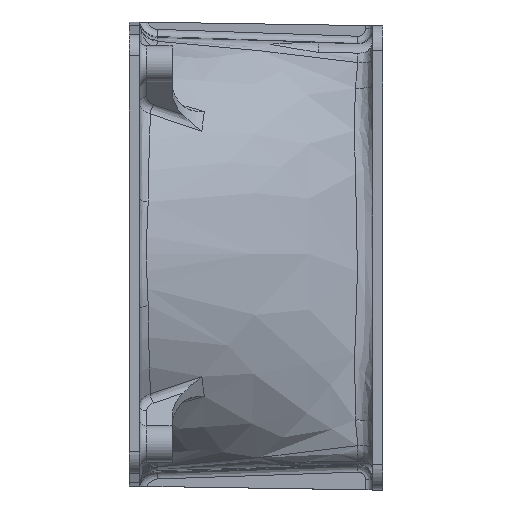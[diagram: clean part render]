
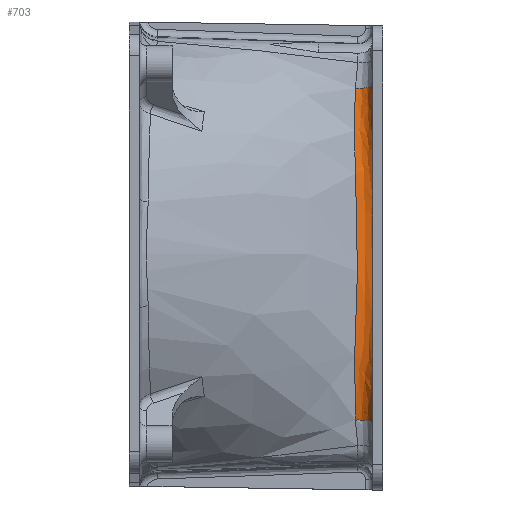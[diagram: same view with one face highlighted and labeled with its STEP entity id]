
A CAD part, top view. The second image highlights one B-rep face of the part: STEP entity #703.
In plain terms, the highlighted free-form (B-spline) face has degree [3, 2] with [18, 3] control points.
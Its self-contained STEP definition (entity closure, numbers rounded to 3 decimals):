
#174=(
BOUNDED_SURFACE()
B_SPLINE_SURFACE(3,2,((#8842,#8843,#8844),(#8845,#8846,#8847),(#8848,#8849,
#8850),(#8851,#8852,#8853),(#8854,#8855,#8856),(#8857,#8858,#8859),(#8860,
#8861,#8862),(#8863,#8864,#8865),(#8866,#8867,#8868),(#8869,#8870,#8871),
(#8872,#8873,#8874),(#8875,#8876,#8877),(#8878,#8879,#8880),(#8881,#8882,
#8883),(#8884,#8885,#8886),(#8887,#8888,#8889),(#8890,#8891,#8892),(#8893,
#8894,#8895)),.UNSPECIFIED.,.F.,.F.,.F.)
B_SPLINE_SURFACE_WITH_KNOTS((4,2,2,2,2,2,2,2,4),(3,3),(0.,0.125,0.25,0.375,
0.5,0.625,0.75,0.875,1.),(0.,1.),.UNSPECIFIED.)
GEOMETRIC_REPRESENTATION_ITEM()
RATIONAL_B_SPLINE_SURFACE(((1.,0.639,1.),(1.,0.669,
1.),(1.,0.702,1.),(1.,0.759,1.),(1.,0.783,
1.),(1.,0.82,1.),(1.,0.833,1.),(1.,0.85,
1.),(1.,0.854,1.),(1.,0.854,1.),(1.,0.85,
1.),(1.,0.834,1.),(1.,0.821,1.),(1.,0.783,
1.),(1.,0.759,1.),(1.,0.702,1.),(1.,0.669,
1.),(1.,0.639,1.)))
REPRESENTATION_ITEM('')
SURFACE()
);
#332=CIRCLE('',#3421,4.);
#333=CIRCLE('',#3422,4.);
#430=LINE('',#7743,#548);
#548=VECTOR('',#3680,1.);
#703=ADVANCED_FACE('',(#900),#174,.T.);
#900=FACE_OUTER_BOUND('',#1106,.T.);
#1106=EDGE_LOOP('',(#1777,#1778,#1779,#1780));
#1777=ORIENTED_EDGE('',*,*,#2925,.T.);
#1778=ORIENTED_EDGE('',*,*,#2805,.F.);
#1779=ORIENTED_EDGE('',*,*,#2926,.T.);
#1780=ORIENTED_EDGE('',*,*,#2735,.F.);
#2233=VERTEX_POINT('',#4135);
#2294=VERTEX_POINT('',#4670);
#2397=VERTEX_POINT('',#5801);
#2398=VERTEX_POINT('',#5816);
#2735=EDGE_CURVE('',#2397,#2398,#3151,.T.);
#2805=EDGE_CURVE('',#2233,#2294,#430,.T.);
#2925=EDGE_CURVE('',#2397,#2294,#332,.T.);
#2926=EDGE_CURVE('',#2233,#2398,#333,.T.);
#3151=B_SPLINE_CURVE_WITH_KNOTS('',3,(#5802,#5803,#5804,#5805,#5806,#5807,
#5808,#5809,#5810,#5811,#5812,#5813,#5814,#5815),.UNSPECIFIED.,.F.,.F.,
(4,2,2,2,2,2,4),(0.,0.125,0.25,0.5,0.75,0.875,1.),
 .UNSPECIFIED.);
#3421=AXIS2_PLACEMENT_3D('',#8828,#3830,#3831);
#3422=AXIS2_PLACEMENT_3D('',#8841,#3832,#3833);
#3680=DIRECTION('',(0.,-1.,0.));
#3830=DIRECTION('',(0.,-0.986,-0.166));
#3831=DIRECTION('',(0.,0.166,-0.986));
#3832=DIRECTION('',(0.,0.986,-0.166));
#3833=DIRECTION('',(0.,-0.166,-0.986));
#4135=CARTESIAN_POINT('',(-212.85,240.755,-1.));
#4670=CARTESIAN_POINT('',(-212.85,147.945,-1.));
#5801=CARTESIAN_POINT('',(-217.584,148.599,-4.877));
#5802=CARTESIAN_POINT('',(-217.584,148.599,-4.877));
#5803=CARTESIAN_POINT('',(-217.902,152.371,-4.181));
#5804=CARTESIAN_POINT('',(-217.995,156.156,-3.464));
#5805=CARTESIAN_POINT('',(-217.904,163.751,-2.326));
#5806=CARTESIAN_POINT('',(-217.74,167.557,-1.895));
#5807=CARTESIAN_POINT('',(-217.263,179.005,-0.97));
#5808=CARTESIAN_POINT('',(-217.011,186.687,-0.798));
#5809=CARTESIAN_POINT('',(-217.011,202.032,-0.798));
#5810=CARTESIAN_POINT('',(-217.263,209.695,-0.97));
#5811=CARTESIAN_POINT('',(-217.741,221.168,-1.898));
#5812=CARTESIAN_POINT('',(-217.905,224.983,-2.331));
#5813=CARTESIAN_POINT('',(-217.995,232.563,-3.468));
#5814=CARTESIAN_POINT('',(-217.902,236.331,-4.181));
#5815=CARTESIAN_POINT('',(-217.584,240.101,-4.877));
#5816=CARTESIAN_POINT('',(-217.584,240.101,-4.877));
#7743=CARTESIAN_POINT('',(-212.85,246.35,-1.));
#8828=CARTESIAN_POINT('',(-216.85,147.945,-1.));
#8841=CARTESIAN_POINT('',(-216.85,240.755,-1.));
#8842=CARTESIAN_POINT('',(-217.584,240.101,-4.877));
#8843=CARTESIAN_POINT('',(-212.85,239.954,-5.749));
#8844=CARTESIAN_POINT('',(-212.85,240.755,-1.));
#8845=CARTESIAN_POINT('',(-217.909,236.255,-4.167));
#8846=CARTESIAN_POINT('',(-213.583,236.349,-5.394));
#8847=CARTESIAN_POINT('',(-212.85,236.924,-1.));
#8848=CARTESIAN_POINT('',(-217.996,232.468,-3.452));
#8849=CARTESIAN_POINT('',(-214.157,232.619,-4.84));
#8850=CARTESIAN_POINT('',(-212.85,233.093,-1.));
#8851=CARTESIAN_POINT('',(-217.902,224.892,-2.32));
#8852=CARTESIAN_POINT('',(-214.803,225.107,-3.841));
#8853=CARTESIAN_POINT('',(-212.85,225.399,-1.));
#8854=CARTESIAN_POINT('',(-217.738,221.1,-1.891));
#8855=CARTESIAN_POINT('',(-214.935,221.273,-3.39));
#8856=CARTESIAN_POINT('',(-212.85,221.531,-1.));
#8857=CARTESIAN_POINT('',(-217.422,213.49,-1.278));
#8858=CARTESIAN_POINT('',(-215.041,213.654,-2.736));
#8859=CARTESIAN_POINT('',(-212.85,213.781,-1.));
#8860=CARTESIAN_POINT('',(-217.267,209.679,-1.086));
#8861=CARTESIAN_POINT('',(-215.029,209.781,-2.509));
#8862=CARTESIAN_POINT('',(-212.85,209.902,-1.));
#8863=CARTESIAN_POINT('',(-217.063,202.035,-0.847));
#8864=CARTESIAN_POINT('',(-215.005,202.105,-2.229));
#8865=CARTESIAN_POINT('',(-212.85,202.138,-1.));
#8866=CARTESIAN_POINT('',(-217.011,198.203,-0.798));
#8867=CARTESIAN_POINT('',(-214.992,198.219,-2.168));
#8868=CARTESIAN_POINT('',(-212.85,198.252,-1.));
#8869=CARTESIAN_POINT('',(-217.011,190.522,-0.798));
#8870=CARTESIAN_POINT('',(-214.992,190.507,-2.168));
#8871=CARTESIAN_POINT('',(-212.85,190.474,-1.));
#8872=CARTESIAN_POINT('',(-217.063,186.681,-0.847));
#8873=CARTESIAN_POINT('',(-215.005,186.611,-2.229));
#8874=CARTESIAN_POINT('',(-212.85,186.579,-1.));
#8875=CARTESIAN_POINT('',(-217.267,179.031,-1.086));
#8876=CARTESIAN_POINT('',(-215.029,178.93,-2.508));
#8877=CARTESIAN_POINT('',(-212.85,178.808,-1.));
#8878=CARTESIAN_POINT('',(-217.421,175.221,-1.277));
#8879=CARTESIAN_POINT('',(-215.041,175.058,-2.736));
#8880=CARTESIAN_POINT('',(-212.85,174.931,-1.));
#8881=CARTESIAN_POINT('',(-217.737,167.626,-1.889));
#8882=CARTESIAN_POINT('',(-214.936,167.453,-3.387));
#8883=CARTESIAN_POINT('',(-212.85,167.195,-1.));
#8884=CARTESIAN_POINT('',(-217.901,163.843,-2.315));
#8885=CARTESIAN_POINT('',(-214.805,163.628,-3.837));
#8886=CARTESIAN_POINT('',(-212.85,163.337,-1.));
#8887=CARTESIAN_POINT('',(-217.996,156.257,-3.447));
#8888=CARTESIAN_POINT('',(-214.16,156.106,-4.836));
#8889=CARTESIAN_POINT('',(-212.85,155.632,-1.));
#8890=CARTESIAN_POINT('',(-217.909,152.454,-4.166));
#8891=CARTESIAN_POINT('',(-213.584,152.358,-5.393));
#8892=CARTESIAN_POINT('',(-212.85,151.785,-1.));
#8893=CARTESIAN_POINT('',(-217.584,148.599,-4.877));
#8894=CARTESIAN_POINT('',(-212.85,148.746,-5.749));
#8895=CARTESIAN_POINT('',(-212.85,147.945,-1.));
